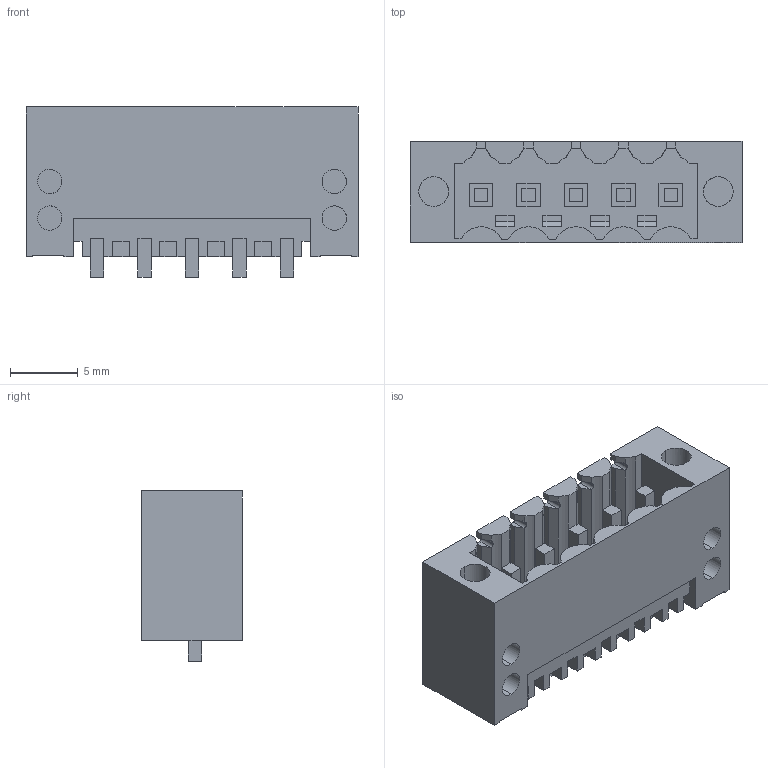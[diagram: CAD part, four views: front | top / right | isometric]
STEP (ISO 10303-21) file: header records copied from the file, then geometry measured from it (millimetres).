
FILE_DESCRIPTION(('CATIA V5 STEP Exchange','CAx-IF Rec.Pracs.--- Model Styling and Organization---1.2---2011-12-15'),'2;1');
FILE_NAME ('D1455599_0_1760992001_1760992001.stp','2018-03-13T13:01:10+00:00',('none'),('Weidmueller'),'CATIA Version 5-6 Release 2014','CATIA V5 STEP AP214','none');
FILE_SCHEMA(('AUTOMOTIVE_DESIGN { 1 0 10303 214 1 1 1 1 }'));
Length unit declared in the file: millimetre
Products named in the file (1): 1760992001
Bounding box: 24.5 x 7.45 x 12.55 mm (x, y, z)
Volume: 998.3 mm3; surface area: 2257.9 mm2
Topology: 6 solids, 6 shells, 467 faces, 1332 edges, 900 vertices
Faces by surface type: plane 410, cylinder 57
Entity records: 15928 total; most frequent: CARTESIAN_POINT 3418, ORIENTED_EDGE 2664, DIRECTION 2163, EDGE_CURVE 1332, VECTOR 1198, LINE 1198, VERTEX_POINT 900, EDGE_LOOP 500
